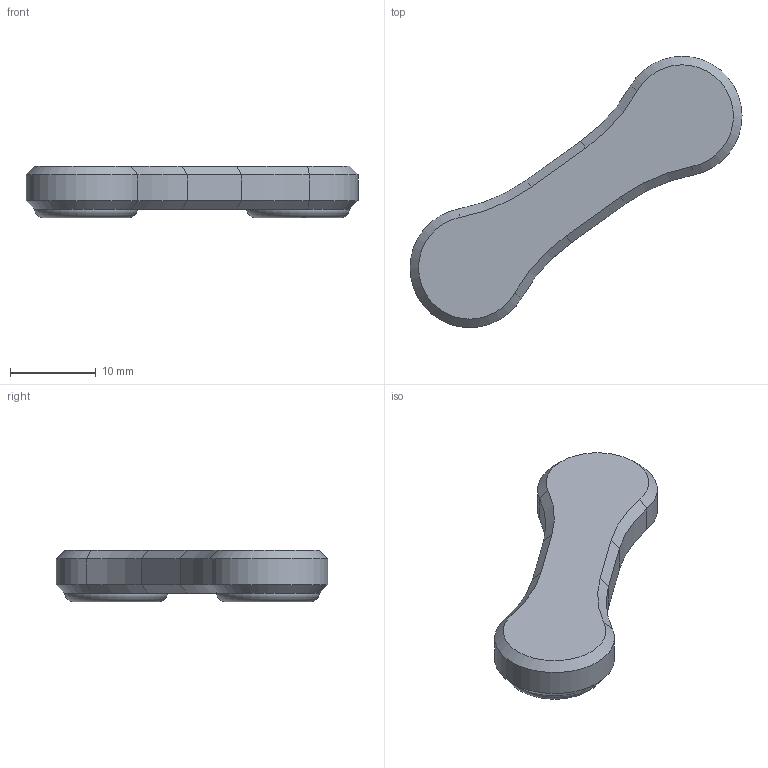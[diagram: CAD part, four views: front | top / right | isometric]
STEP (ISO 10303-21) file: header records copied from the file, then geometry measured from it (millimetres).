
FILE_DESCRIPTION(/* description */ (''),/* implementation_level */ '2;1');
FILE_NAME(/* name */ 'Dogbone.step',/* time_stamp */ '2025-11-18T16:43:21+01:00',/* author */ (''),/* organization */ (''),/* preprocessor_version */ 'ST-DEVELOPER v20.1',/* originating_system */ 'Autodesk Translation Framework v14.21.0.0',/* authorisation */ '');
FILE_SCHEMA (('AUTOMOTIVE_DESIGN { 1 0 10303 214 3 1 1 }'));
Length unit declared in the file: millimetre
Products named in the file (1): Dogbone Left
Bounding box: 38.82 x 31.73 x 6 mm (x, y, z)
Volume: 2277.5 mm3; surface area: 1555 mm2
Topology: 1 solids, 1 shells, 34 faces, 70 edges, 40 vertices
Faces by surface type: plane 12, cone 12, cylinder 8, torus 2
Full cylindrical faces by diameter (mm): 5.3 x2
Entity records: 930 total; most frequent: DIRECTION 176, CARTESIAN_POINT 145, ORIENTED_EDGE 140, AXIS2_PLACEMENT_3D 71, EDGE_CURVE 70, VERTEX_POINT 40, EDGE_LOOP 36, CIRCLE 36
